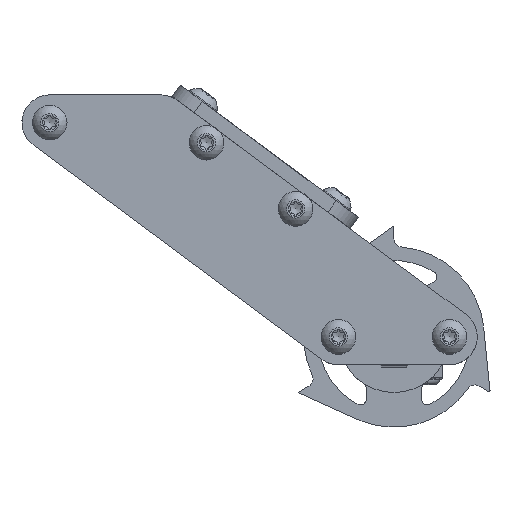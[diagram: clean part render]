
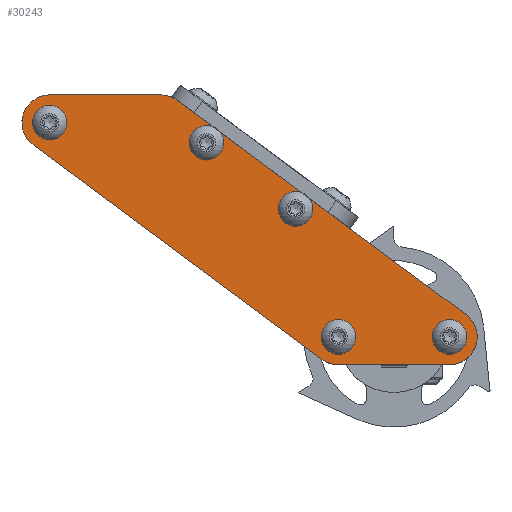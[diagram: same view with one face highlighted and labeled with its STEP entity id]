
A CAD part, front view. The second image highlights one B-rep face of the part: STEP entity #30243.
In plain terms, the highlighted planar face has unit normal (0, -1, 0).
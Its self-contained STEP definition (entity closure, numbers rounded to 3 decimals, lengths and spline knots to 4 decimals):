
#2160=FACE_BOUND('',#4536,.T.);
#2161=FACE_BOUND('',#4537,.T.);
#2162=FACE_BOUND('',#4538,.T.);
#2163=FACE_BOUND('',#4539,.T.);
#2164=FACE_BOUND('',#4540,.T.);
#2594=FACE_OUTER_BOUND('',#4535,.T.);
#4535=EDGE_LOOP('',(#21927,#21928,#21929,#21930,#21931,#21932,#21933,#21934));
#4536=EDGE_LOOP('',(#21935));
#4537=EDGE_LOOP('',(#21936));
#4538=EDGE_LOOP('',(#21937));
#4539=EDGE_LOOP('',(#21938));
#4540=EDGE_LOOP('',(#21939));
#6774=LINE('',#47705,#8993);
#6779=LINE('',#47719,#8998);
#6783=LINE('',#47731,#9002);
#6787=LINE('',#47743,#9006);
#8993=VECTOR('',#37673,0.3937);
#8998=VECTOR('',#37686,0.3937);
#9002=VECTOR('',#37698,0.3937);
#9006=VECTOR('',#37710,0.3937);
#10927=CIRCLE('',#32564,0.091);
#10929=CIRCLE('',#32567,0.091);
#10932=CIRCLE('',#32571,0.091);
#10934=CIRCLE('',#32574,0.091);
#10936=CIRCLE('',#32577,0.091);
#10937=CIRCLE('',#32580,0.25);
#10939=CIRCLE('',#32584,0.25);
#10941=CIRCLE('',#32588,0.25);
#10943=CIRCLE('',#32592,0.25);
#13219=VERTEX_POINT('',#47673);
#13221=VERTEX_POINT('',#47679);
#13224=VERTEX_POINT('',#47687);
#13226=VERTEX_POINT('',#47693);
#13228=VERTEX_POINT('',#47699);
#13229=VERTEX_POINT('',#47703);
#13230=VERTEX_POINT('',#47704);
#13233=VERTEX_POINT('',#47712);
#13235=VERTEX_POINT('',#47718);
#13237=VERTEX_POINT('',#47724);
#13239=VERTEX_POINT('',#47730);
#13241=VERTEX_POINT('',#47736);
#13243=VERTEX_POINT('',#47742);
#16377=EDGE_CURVE('',#13219,#13219,#10927,.T.);
#16380=EDGE_CURVE('',#13221,#13221,#10929,.T.);
#16385=EDGE_CURVE('',#13224,#13224,#10932,.T.);
#16388=EDGE_CURVE('',#13226,#13226,#10934,.T.);
#16391=EDGE_CURVE('',#13228,#13228,#10936,.T.);
#16392=EDGE_CURVE('',#13229,#13230,#6774,.T.);
#16396=EDGE_CURVE('',#13233,#13230,#10937,.T.);
#16399=EDGE_CURVE('',#13233,#13235,#6779,.T.);
#16402=EDGE_CURVE('',#13237,#13235,#10939,.T.);
#16405=EDGE_CURVE('',#13239,#13237,#6783,.T.);
#16408=EDGE_CURVE('',#13241,#13239,#10941,.T.);
#16411=EDGE_CURVE('',#13243,#13241,#6787,.T.);
#16414=EDGE_CURVE('',#13229,#13243,#10943,.T.);
#21927=ORIENTED_EDGE('',*,*,#16414,.F.);
#21928=ORIENTED_EDGE('',*,*,#16392,.T.);
#21929=ORIENTED_EDGE('',*,*,#16396,.F.);
#21930=ORIENTED_EDGE('',*,*,#16399,.T.);
#21931=ORIENTED_EDGE('',*,*,#16402,.F.);
#21932=ORIENTED_EDGE('',*,*,#16405,.F.);
#21933=ORIENTED_EDGE('',*,*,#16408,.F.);
#21934=ORIENTED_EDGE('',*,*,#16411,.F.);
#21935=ORIENTED_EDGE('',*,*,#16377,.T.);
#21936=ORIENTED_EDGE('',*,*,#16380,.T.);
#21937=ORIENTED_EDGE('',*,*,#16391,.F.);
#21938=ORIENTED_EDGE('',*,*,#16388,.F.);
#21939=ORIENTED_EDGE('',*,*,#16385,.F.);
#29525=PLANE('',#32595);
#30243=ADVANCED_FACE('',(#2594,#2160,#2161,#2162,#2163,#2164),#29525,.F.);
#32564=AXIS2_PLACEMENT_3D('',#47674,#37638,#37639);
#32567=AXIS2_PLACEMENT_3D('',#47680,#37645,#37646);
#32571=AXIS2_PLACEMENT_3D('',#47689,#37655,#37656);
#32574=AXIS2_PLACEMENT_3D('',#47695,#37662,#37663);
#32577=AXIS2_PLACEMENT_3D('',#47701,#37669,#37670);
#32580=AXIS2_PLACEMENT_3D('',#47713,#37679,#37680);
#32584=AXIS2_PLACEMENT_3D('',#47725,#37691,#37692);
#32588=AXIS2_PLACEMENT_3D('',#47737,#37703,#37704);
#32592=AXIS2_PLACEMENT_3D('',#47748,#37715,#37716);
#32595=AXIS2_PLACEMENT_3D('',#47751,#37721,#37722);
#37638=DIRECTION('center_axis',(0.,1.,0.));
#37639=DIRECTION('ref_axis',(1.,0.,0.));
#37645=DIRECTION('center_axis',(0.,1.,0.));
#37646=DIRECTION('ref_axis',(1.,0.,0.));
#37655=DIRECTION('center_axis',(0.,-1.,0.));
#37656=DIRECTION('ref_axis',(1.,0.,0.));
#37662=DIRECTION('center_axis',(0.,-1.,0.));
#37663=DIRECTION('ref_axis',(1.,0.,0.));
#37669=DIRECTION('center_axis',(0.,-1.,0.));
#37670=DIRECTION('ref_axis',(1.,0.,0.));
#37673=DIRECTION('',(-0.803,0.,0.596));
#37679=DIRECTION('center_axis',(0.,1.,0.));
#37680=DIRECTION('ref_axis',(1.,0.,0.));
#37686=DIRECTION('',(-1.,0.,0.));
#37691=DIRECTION('center_axis',(0.,1.,0.));
#37692=DIRECTION('ref_axis',(1.,0.,0.));
#37698=DIRECTION('',(-0.803,0.,0.596));
#37703=DIRECTION('center_axis',(0.,1.,0.));
#37704=DIRECTION('ref_axis',(1.,0.,0.));
#37710=DIRECTION('',(-1.,0.,0.));
#37715=DIRECTION('center_axis',(0.,1.,0.));
#37716=DIRECTION('ref_axis',(1.,0.,0.));
#37721=DIRECTION('center_axis',(0.,1.,0.));
#37722=DIRECTION('ref_axis',(1.,0.,0.));
#47673=CARTESIAN_POINT('',(-1.5019,0.,0.1804));
#47674=CARTESIAN_POINT('Origin',(-1.4109,0.,0.1804));
#47679=CARTESIAN_POINT('',(-2.3049,0.,0.7764));
#47680=CARTESIAN_POINT('Origin',(-2.2139,0.,0.7764));
#47687=CARTESIAN_POINT('',(-2.6897,0.,1.9288));
#47689=CARTESIAN_POINT('Origin',(-2.5987,0.,1.9288));
#47693=CARTESIAN_POINT('',(-3.6897,0.,1.9288));
#47695=CARTESIAN_POINT('Origin',(-3.5987,0.,1.9288));
#47699=CARTESIAN_POINT('',(-0.091,0.,0.));
#47701=CARTESIAN_POINT('Origin',(0.,0.,0.));
#47703=CARTESIAN_POINT('',(0.149,0.,0.2007));
#47704=CARTESIAN_POINT('',(-2.4498,0.,2.1295));
#47705=CARTESIAN_POINT('',(0.149,0.,0.2007));
#47712=CARTESIAN_POINT('',(-2.5987,0.,2.1788));
#47713=CARTESIAN_POINT('Origin',(-2.5987,0.,1.9288));
#47718=CARTESIAN_POINT('',(-3.5987,0.,2.1788));
#47719=CARTESIAN_POINT('',(-2.5987,0.,2.1788));
#47724=CARTESIAN_POINT('',(-3.7477,0.,1.7281));
#47725=CARTESIAN_POINT('Origin',(-3.5987,0.,1.9288));
#47730=CARTESIAN_POINT('',(-1.149,0.,-0.2007));
#47731=CARTESIAN_POINT('',(-1.149,0.,-0.2007));
#47736=CARTESIAN_POINT('',(-1.,0.,-0.25));
#47737=CARTESIAN_POINT('Origin',(-1.,0.,0.));
#47742=CARTESIAN_POINT('',(0.,0.,-0.25));
#47743=CARTESIAN_POINT('',(0.,0.,-0.25));
#47748=CARTESIAN_POINT('Origin',(0.,0.,0.));
#47751=CARTESIAN_POINT('Origin',(-1.7994,0.,0.9644));
